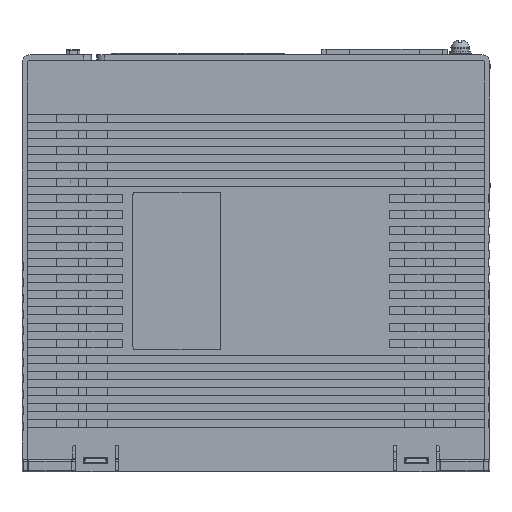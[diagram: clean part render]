
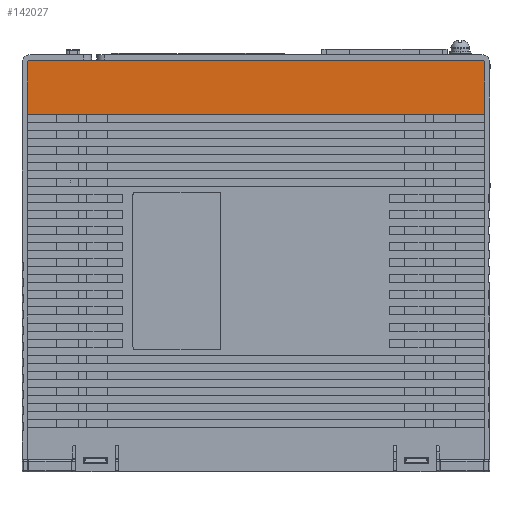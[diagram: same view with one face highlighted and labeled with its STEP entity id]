
A CAD part, left-side view. The second image highlights one B-rep face of the part: STEP entity #142027.
In plain terms, the highlighted planar face has unit normal (-1, 0, 0).
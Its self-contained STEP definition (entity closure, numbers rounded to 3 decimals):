
#28882=DIRECTION('',(0.,1.,0.));
#28883=VECTOR('',#28882,169.);
#28884=CARTESIAN_POINT('',(0.,3.,-2.));
#28885=LINE('',#28884,#28883);
#28926=DIRECTION('',(0.,1.,0.));
#28927=VECTOR('',#28926,171.);
#28928=CARTESIAN_POINT('',(0.,2.,-22.316));
#28929=LINE('',#28928,#28927);
#28930=CARTESIAN_POINT('',(0.,172.,-3.));
#28931=DIRECTION('',(1.,0.,0.));
#28932=DIRECTION('',(0.,1.,0.));
#28933=AXIS2_PLACEMENT_3D('',#28930,#28931,#28932);
#28935=CARTESIAN_POINT('',(0.,3.,-3.));
#28936=DIRECTION('',(1.,0.,0.));
#28937=DIRECTION('',(0.,0.,1.));
#28938=AXIS2_PLACEMENT_3D('',#28935,#28936,#28937);
#37277=DIRECTION('',(0.,0.,-1.));
#37278=VECTOR('',#37277,19.316);
#37279=CARTESIAN_POINT('',(0.,173.,-3.));
#37280=LINE('',#37279,#37278);
#39869=DIRECTION('',(0.,0.,1.));
#39870=VECTOR('',#39869,19.316);
#39871=CARTESIAN_POINT('',(0.,2.,-22.316));
#39872=LINE('',#39871,#39870);
#87436=CARTESIAN_POINT('',(0.,2.,-22.316));
#87437=VERTEX_POINT('',#87436);
#87438=CARTESIAN_POINT('',(0.,2.,-3.));
#87439=VERTEX_POINT('',#87438);
#87478=CARTESIAN_POINT('',(0.,173.,-3.));
#87479=VERTEX_POINT('',#87478);
#87480=CARTESIAN_POINT('',(0.,173.,-22.316));
#87481=VERTEX_POINT('',#87480);
#87632=CARTESIAN_POINT('',(0.,172.,-2.));
#87633=VERTEX_POINT('',#87632);
#87634=CARTESIAN_POINT('',(0.,3.,-2.));
#87635=VERTEX_POINT('',#87634);
#142010=CARTESIAN_POINT('',(0.,175.,0.));
#142011=DIRECTION('',(-1.,0.,0.));
#142012=DIRECTION('',(0.,-1.,0.));
#142013=AXIS2_PLACEMENT_3D('',#142010,#142011,#142012);
#142014=PLANE('',#142013);
#142016=ORIENTED_EDGE('',*,*,#142015,.T.);
#142018=ORIENTED_EDGE('',*,*,#142017,.F.);
#142020=ORIENTED_EDGE('',*,*,#142019,.T.);
#142021=ORIENTED_EDGE('',*,*,#141968,.F.);
#142022=ORIENTED_EDGE('',*,*,#142001,.T.);
#142024=ORIENTED_EDGE('',*,*,#142023,.F.);
#142025=EDGE_LOOP('',(#142016,#142018,#142020,#142021,#142022,#142024));
#142026=FACE_OUTER_BOUND('',#142025,.F.);
#142027=ADVANCED_FACE('',(#142026),#142014,.T.);
#28934=CIRCLE('',#28933,1.);
#28939=CIRCLE('',#28938,1.);
#141968=EDGE_CURVE('',#87635,#87633,#28885,.T.);
#142001=EDGE_CURVE('',#87635,#87439,#28939,.T.);
#142015=EDGE_CURVE('',#87437,#87481,#28929,.T.);
#142017=EDGE_CURVE('',#87479,#87481,#37280,.T.);
#142019=EDGE_CURVE('',#87479,#87633,#28934,.T.);
#142023=EDGE_CURVE('',#87437,#87439,#39872,.T.);
